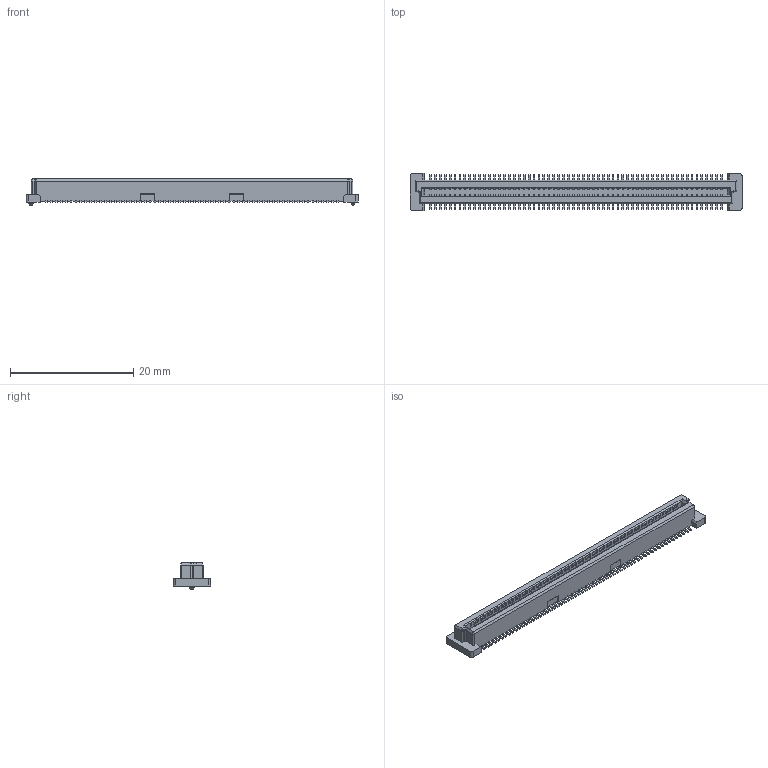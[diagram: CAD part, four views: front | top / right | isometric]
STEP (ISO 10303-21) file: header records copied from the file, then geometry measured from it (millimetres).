
FILE_DESCRIPTION (( 'STEP AP214' ), '1' );
FILE_NAME ('BTB120L0_8F.STEP', '2022-04-10T15:26:39', ( 'boksop' ), ( '' ), 'SwSTEP 2.0', 'SolidWorks 2020', '' );
FILE_SCHEMA (( 'AUTOMOTIVE_DESIGN' ));
Length unit declared in the file: millimetre
Products named in the file (1): BTB120L0_8F
Bounding box: 53.8 x 6 x 4.25 mm (x, y, z)
Volume: 602.9 mm3; surface area: 1234 mm2
Topology: 1 solids, 1 shells, 1412 faces, 4203 edges, 2788 vertices
Faces by surface type: plane 901, cylinder 494, cone 17
Entity records: 47565 total; most frequent: CARTESIAN_POINT 8456, ORIENTED_EDGE 8390, DIRECTION 8251, EDGE_CURVE 4195, VECTOR 2945, LINE 2945, VERTEX_POINT 2788, AXIS2_PLACEMENT_3D 2653
